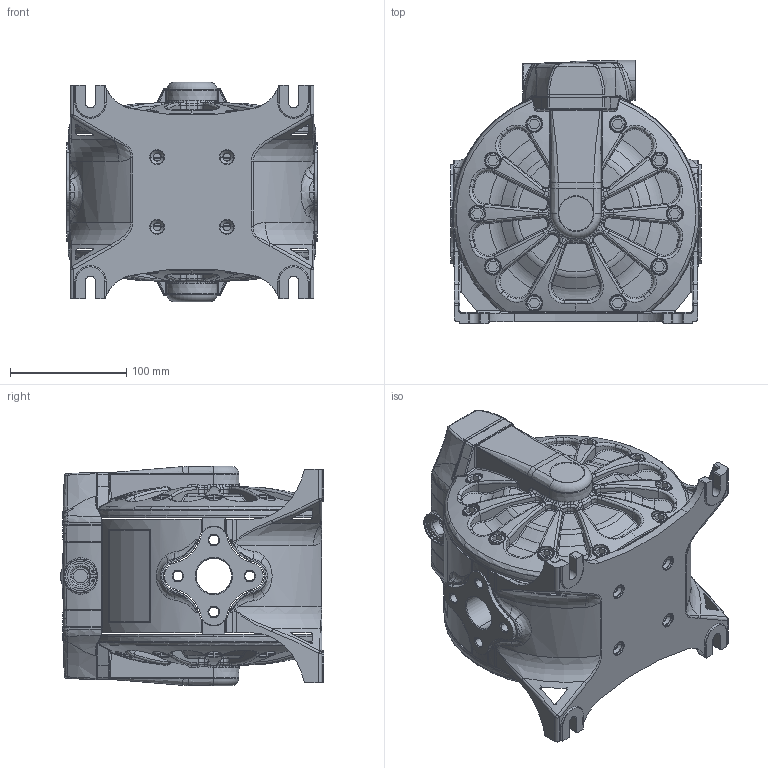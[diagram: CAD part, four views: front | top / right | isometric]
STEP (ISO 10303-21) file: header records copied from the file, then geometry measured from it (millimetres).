
FILE_DESCRIPTION (( 'STEP AP203' ), '1' );
FILE_NAME ('551010.STEP', '2013-05-24T08:28:10', ( 'PRO14' ), ( '' ), 'SwSTEP 2.0', 'SolidWorks 2011', '' );
FILE_SCHEMA (( 'CONFIG_CONTROL_DESIGN' ));
Length unit declared in the file: millimetre
Products named in the file (1): 551010
Bounding box: 216 x 226.65 x 189 mm (x, y, z)
Surface area: 331018 mm2 (no closed solid volume)
Topology: 0 solids, 47 shells, 2119 faces, 6299 edges, 4169 vertices
Faces by surface type: bspline 737, cylinder 525, plane 401, torus 291, cone 137, sphere 28
Entity records: 152867 total; most frequent: CARTESIAN_POINT 105573, ORIENTED_EDGE 10967, DIRECTION 7497, EDGE_CURVE 6283, VERTEX_POINT 4169, AXIS2_PLACEMENT_3D 3068, B_SPLINE_CURVE_WITH_KNOTS 2683, EDGE_LOOP 2285
